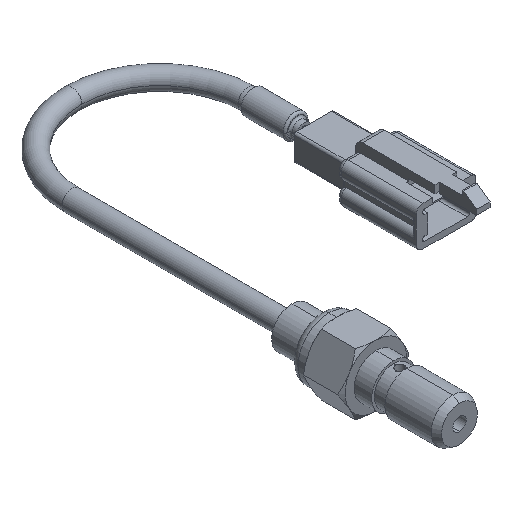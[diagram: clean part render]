
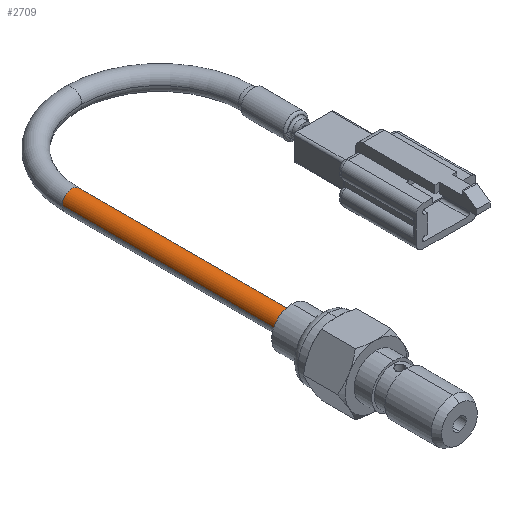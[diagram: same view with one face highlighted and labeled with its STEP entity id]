
A CAD part, isometric view. The second image highlights one B-rep face of the part: STEP entity #2709.
In plain terms, the highlighted cylindrical face has radius 2.25 mm (diameter 4.5 mm), a partial arc.
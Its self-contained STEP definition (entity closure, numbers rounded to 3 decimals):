
#86 = CARTESIAN_POINT ( 'NONE',  ( -2.25, 69.07, 0. ) ) ;
#166 = EDGE_CURVE ( 'NONE', #1203, #5305, #436, .T. ) ;
#327 = DIRECTION ( 'NONE',  ( 0., -1., 0. ) ) ;
#436 = LINE ( 'NONE', #2286, #6291 ) ;
#868 = DIRECTION ( 'NONE',  ( 1., 0., 0. ) ) ;
#876 = CARTESIAN_POINT ( 'NONE',  ( 2.25, 19.07, 0. ) ) ;
#923 = CARTESIAN_POINT ( 'NONE',  ( -2.25, 19.07, 0. ) ) ;
#945 = DIRECTION ( 'NONE',  ( 1., 0., 0. ) ) ;
#1095 = AXIS2_PLACEMENT_3D ( 'NONE', #3887, #6223, #868 ) ;
#1203 = VERTEX_POINT ( 'NONE', #86 ) ;
#1358 = CIRCLE ( 'NONE', #3373, 2.25 ) ;
#1404 = DIRECTION ( 'NONE',  ( 0., -1., 0. ) ) ;
#2110 = CARTESIAN_POINT ( 'NONE',  ( 0., 69.07, 0. ) ) ;
#2168 = ORIENTED_EDGE ( 'NONE', *, *, #3225, .T. ) ;
#2283 = VERTEX_POINT ( 'NONE', #6477 ) ;
#2286 = CARTESIAN_POINT ( 'NONE',  ( -2.25, 69.07, 0. ) ) ;
#2709 = ADVANCED_FACE ( 'NONE', ( #5045 ), #7483, .T. ) ;
#2956 = EDGE_CURVE ( 'NONE', #6355, #5305, #1358, .T. ) ;
#3225 = EDGE_CURVE ( 'NONE', #2283, #1203, #3383, .T. ) ;
#3281 = ORIENTED_EDGE ( 'NONE', *, *, #5109, .F. ) ;
#3299 = DIRECTION ( 'NONE',  ( 1., 0., 0. ) ) ;
#3373 = AXIS2_PLACEMENT_3D ( 'NONE', #3870, #1404, #3299 ) ;
#3383 = CIRCLE ( 'NONE', #4264, 2.25 ) ;
#3777 = VECTOR ( 'NONE', #327, 1000. ) ;
#3870 = CARTESIAN_POINT ( 'NONE',  ( 0., 19.07, 0. ) ) ;
#3887 = CARTESIAN_POINT ( 'NONE',  ( 0., 69.07, 0. ) ) ;
#4264 = AXIS2_PLACEMENT_3D ( 'NONE', #2110, #4510, #945 ) ;
#4454 = LINE ( 'NONE', #6841, #3777 ) ;
#4510 = DIRECTION ( 'NONE',  ( 0., -1., 0. ) ) ;
#4588 = EDGE_LOOP ( 'NONE', ( #2168, #7658, #7477, #3281 ) ) ;
#5045 = FACE_OUTER_BOUND ( 'NONE', #4588, .T. ) ;
#5109 = EDGE_CURVE ( 'NONE', #2283, #6355, #4454, .T. ) ;
#5305 = VERTEX_POINT ( 'NONE', #923 ) ;
#6223 = DIRECTION ( 'NONE',  ( 0., -1., 0. ) ) ;
#6291 = VECTOR ( 'NONE', #6869, 1000. ) ;
#6355 = VERTEX_POINT ( 'NONE', #876 ) ;
#6477 = CARTESIAN_POINT ( 'NONE',  ( 2.25, 69.07, 0. ) ) ;
#6841 = CARTESIAN_POINT ( 'NONE',  ( 2.25, 69.07, 0. ) ) ;
#6869 = DIRECTION ( 'NONE',  ( 0., -1., 0. ) ) ;
#7477 = ORIENTED_EDGE ( 'NONE', *, *, #2956, .F. ) ;
#7483 = CYLINDRICAL_SURFACE ( 'NONE', #1095, 2.25 ) ;
#7658 = ORIENTED_EDGE ( 'NONE', *, *, #166, .T. ) ;
